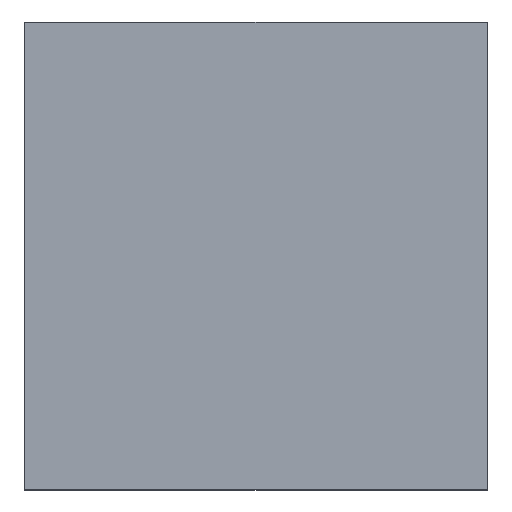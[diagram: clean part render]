
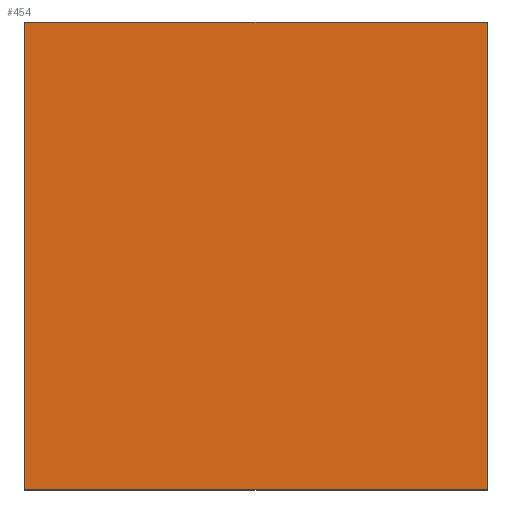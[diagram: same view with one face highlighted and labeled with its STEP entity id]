
A CAD part, top view. The second image highlights one B-rep face of the part: STEP entity #454.
In plain terms, the highlighted planar face has unit normal (0, 0, 1).
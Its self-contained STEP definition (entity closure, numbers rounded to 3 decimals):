
#46=FACE_OUTER_BOUND('',#72,.T.);
#72=EDGE_LOOP('',(#395,#396,#397,#398,#399,#400,#401,#402));
#93=LINE('',#654,#150);
#110=LINE('',#689,#167);
#113=LINE('',#693,#170);
#125=LINE('',#722,#182);
#127=LINE('',#725,#184);
#128=LINE('',#727,#185);
#129=LINE('',#730,#186);
#131=LINE('',#733,#188);
#150=VECTOR('',#527,10.);
#167=VECTOR('',#554,10.);
#170=VECTOR('',#557,10.);
#182=VECTOR('',#593,10.);
#184=VECTOR('',#597,10.);
#185=VECTOR('',#600,10.);
#186=VECTOR('',#603,10.);
#188=VECTOR('',#607,10.);
#207=VERTEX_POINT('',#651);
#208=VERTEX_POINT('',#653);
#218=VERTEX_POINT('',#680);
#220=VERTEX_POINT('',#686);
#221=VERTEX_POINT('',#688);
#222=VERTEX_POINT('',#691);
#227=VERTEX_POINT('',#721);
#228=VERTEX_POINT('',#729);
#247=EDGE_CURVE('',#207,#208,#93,.T.);
#266=EDGE_CURVE('',#220,#221,#110,.T.);
#269=EDGE_CURVE('',#218,#222,#113,.T.);
#283=EDGE_CURVE('',#227,#218,#125,.T.);
#285=EDGE_CURVE('',#208,#222,#127,.T.);
#286=EDGE_CURVE('',#221,#207,#128,.T.);
#287=EDGE_CURVE('',#228,#227,#129,.T.);
#289=EDGE_CURVE('',#228,#220,#131,.T.);
#395=ORIENTED_EDGE('',*,*,#286,.F.);
#396=ORIENTED_EDGE('',*,*,#266,.F.);
#397=ORIENTED_EDGE('',*,*,#289,.F.);
#398=ORIENTED_EDGE('',*,*,#287,.T.);
#399=ORIENTED_EDGE('',*,*,#283,.T.);
#400=ORIENTED_EDGE('',*,*,#269,.T.);
#401=ORIENTED_EDGE('',*,*,#285,.F.);
#402=ORIENTED_EDGE('',*,*,#247,.F.);
#431=PLANE('',#495);
#454=ADVANCED_FACE('',(#46),#431,.T.);
#495=AXIS2_PLACEMENT_3D('',#732,#605,#606);
#527=DIRECTION('',(1.,0.,0.));
#554=DIRECTION('',(1.,0.,0.));
#557=DIRECTION('',(-1.,0.,0.));
#593=DIRECTION('',(0.,1.,0.));
#597=DIRECTION('',(0.,1.,0.));
#600=DIRECTION('',(0.,-1.,0.));
#603=DIRECTION('',(1.,0.,0.));
#605=DIRECTION('center_axis',(0.,0.,1.));
#606=DIRECTION('ref_axis',(1.,0.,0.));
#607=DIRECTION('',(0.,1.,0.));
#651=CARTESIAN_POINT('',(-57.,62.,2.));
#653=CARTESIAN_POINT('',(57.,62.,2.));
#654=CARTESIAN_POINT('',(57.,62.,2.));
#680=CARTESIAN_POINT('',(59.,62.044,2.));
#686=CARTESIAN_POINT('',(-59.,62.044,2.));
#688=CARTESIAN_POINT('',(-57.,62.044,2.));
#689=CARTESIAN_POINT('',(-59.,62.044,2.));
#691=CARTESIAN_POINT('',(57.,62.044,2.));
#693=CARTESIAN_POINT('',(59.,62.044,2.));
#721=CARTESIAN_POINT('',(59.,-57.,2.));
#722=CARTESIAN_POINT('',(59.,-57.,2.));
#725=CARTESIAN_POINT('',(57.,57.,2.));
#727=CARTESIAN_POINT('',(-57.,57.,2.));
#729=CARTESIAN_POINT('',(-59.,-57.,2.));
#730=CARTESIAN_POINT('',(-57.,-57.,2.));
#732=CARTESIAN_POINT('Origin',(-57.,-57.,2.));
#733=CARTESIAN_POINT('',(-59.,57.,2.));
